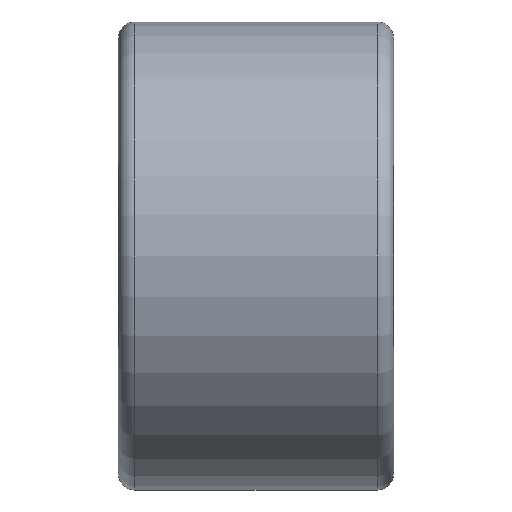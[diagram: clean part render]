
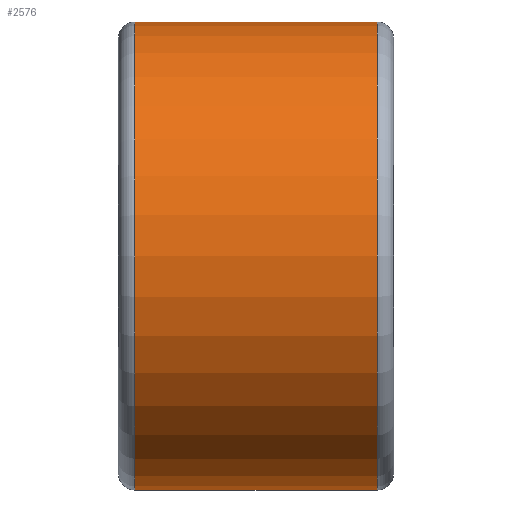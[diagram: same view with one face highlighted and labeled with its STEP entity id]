
A CAD part, front view. The second image highlights one B-rep face of the part: STEP entity #2576.
In plain terms, the highlighted cylindrical face has radius 42.5 mm (diameter 85 mm), a partial arc.
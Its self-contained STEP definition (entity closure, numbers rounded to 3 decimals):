
#155 = EDGE_CURVE ( 'NONE', #4429, #2867, #2159, .T. ) ;
#541 = AXIS2_PLACEMENT_3D ( 'NONE', #923, #4852, #938 ) ;
#730 = EDGE_CURVE ( 'NONE', #4429, #4051, #4366, .T. ) ;
#757 = AXIS2_PLACEMENT_3D ( 'NONE', #4835, #2473, #2068 ) ;
#766 = DIRECTION ( 'NONE',  ( 1., 0., 0. ) ) ;
#811 = LINE ( 'NONE', #2258, #1856 ) ;
#923 = CARTESIAN_POINT ( 'NONE',  ( 0., 0., 0. ) ) ;
#938 = DIRECTION ( 'NONE',  ( 0., 0., 1. ) ) ;
#969 = CIRCLE ( 'NONE', #3456, 42.5 ) ;
#1207 = CARTESIAN_POINT ( 'NONE',  ( 3., 0., 42.5 ) ) ;
#1296 = CYLINDRICAL_SURFACE ( 'NONE', #541, 42.5 ) ;
#1856 = VECTOR ( 'NONE', #4606, 1000. ) ;
#2019 = DIRECTION ( 'NONE',  ( -1., 0., 0. ) ) ;
#2068 = DIRECTION ( 'NONE',  ( 0., 0., 1. ) ) ;
#2072 = FACE_OUTER_BOUND ( 'NONE', #4538, .T. ) ;
#2159 = LINE ( 'NONE', #4403, #4250 ) ;
#2258 = CARTESIAN_POINT ( 'NONE',  ( 0., 0., 42.5 ) ) ;
#2430 = EDGE_CURVE ( 'NONE', #4177, #2867, #969, .T. ) ;
#2473 = DIRECTION ( 'NONE',  ( -1., 0., 0. ) ) ;
#2576 = ADVANCED_FACE ( 'NONE', ( #2072 ), #1296, .T. ) ;
#2853 = ORIENTED_EDGE ( 'NONE', *, *, #2430, .T. ) ;
#2867 = VERTEX_POINT ( 'NONE', #4247 ) ;
#2950 = ORIENTED_EDGE ( 'NONE', *, *, #730, .T. ) ;
#3118 = CARTESIAN_POINT ( 'NONE',  ( 3., 0., 0. ) ) ;
#3456 = AXIS2_PLACEMENT_3D ( 'NONE', #3118, #766, #3520 ) ;
#3520 = DIRECTION ( 'NONE',  ( 0., 0., -1. ) ) ;
#3754 = CARTESIAN_POINT ( 'NONE',  ( 47., 0., -42.5 ) ) ;
#4051 = VERTEX_POINT ( 'NONE', #4320 ) ;
#4177 = VERTEX_POINT ( 'NONE', #1207 ) ;
#4238 = ORIENTED_EDGE ( 'NONE', *, *, #155, .F. ) ;
#4247 = CARTESIAN_POINT ( 'NONE',  ( 3., 0., -42.5 ) ) ;
#4250 = VECTOR ( 'NONE', #2019, 1000. ) ;
#4298 = ORIENTED_EDGE ( 'NONE', *, *, #4490, .T. ) ;
#4320 = CARTESIAN_POINT ( 'NONE',  ( 47., 0., 42.5 ) ) ;
#4366 = CIRCLE ( 'NONE', #757, 42.5 ) ;
#4403 = CARTESIAN_POINT ( 'NONE',  ( 0., 0., -42.5 ) ) ;
#4429 = VERTEX_POINT ( 'NONE', #3754 ) ;
#4490 = EDGE_CURVE ( 'NONE', #4051, #4177, #811, .T. ) ;
#4538 = EDGE_LOOP ( 'NONE', ( #4238, #2950, #4298, #2853 ) ) ;
#4606 = DIRECTION ( 'NONE',  ( -1., 0., 0. ) ) ;
#4835 = CARTESIAN_POINT ( 'NONE',  ( 47., 0., 0. ) ) ;
#4852 = DIRECTION ( 'NONE',  ( -1., 0., 0. ) ) ;
